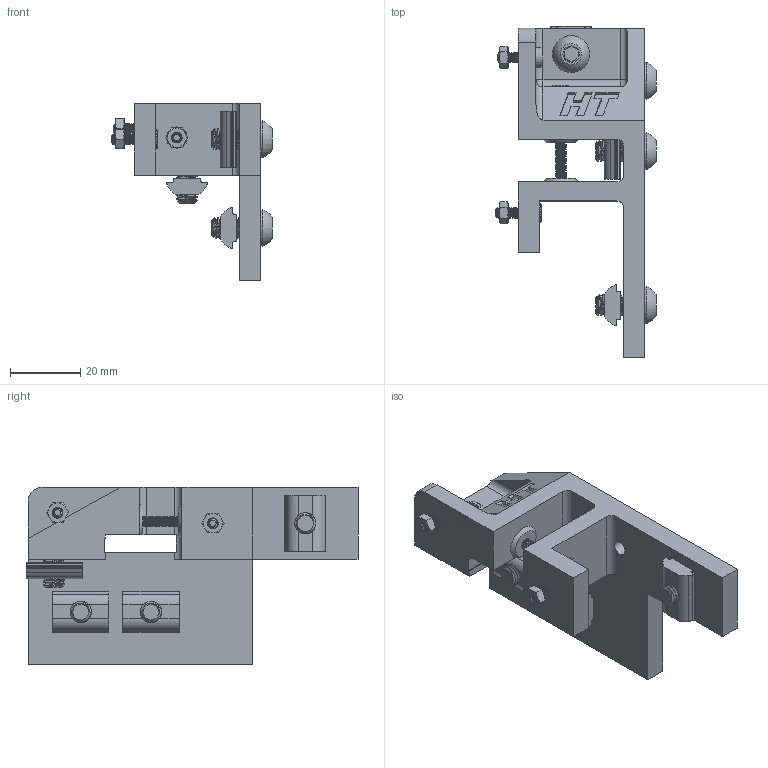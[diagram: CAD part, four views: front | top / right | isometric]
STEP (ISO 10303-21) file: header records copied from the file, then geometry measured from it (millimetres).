
FILE_DESCRIPTION(/* description */ (''),/* implementation_level */ '2;1');
FILE_NAME(/* name */ 'XYHT_AXIS_PULLEYMOUNT_REAR_LEFT_Assy_3mmPulley.step',/* time_stamp */ '2022-01-08T14:09:57-05:00',/* author */ (''),/* organization */ (''),/* preprocessor_version */ 'ST-DEVELOPER v18.1',/* originating_system */ 'Autodesk Translation Framework v10.10.0.1391',/* authorisation */ '');
FILE_SCHEMA (('AUTOMOTIVE_DESIGN { 1 0 10303 214 3 1 1 }'));
Length unit declared in the file: millimetre
Products named in the file (7): XYHT_AXIS_PULLEYMOUNT_REAR_LEFT_Assy_3mm; PulleyMount_REAR_LEFT_3MM_Body; M6X3030_TSlot_Nut; M6X14_ButtonHeadScrew_92095A227; M3X10_CapScrew_92290A115; M3_Nut_94150A325; M3X30_CapScrew_92290A126
Assembly tree (15 placements, depth 2):
  XYHT_AXIS_PULLEYMOUNT_REAR_LEFT_Assy_3mm
    PulleyMount_REAR_LEFT_3MM_Body
    M3_Nut_94150A325  x3
    M6X3030_TSlot_Nut  x4
    M6X14_ButtonHeadScrew_92095A227  x4
    M3X10_CapScrew_92290A115  x2
    M3X30_CapScrew_92290A126
Bounding box: 45.8 x 94.56 x 50.49 mm (x, y, z)
Volume: 41018 mm3; surface area: 21897.7 mm2
Topology: 15 solids, 15 shells, 728 faces, 1905 edges, 1225 vertices
Faces by surface type: cylinder 380, plane 216, cone 106, bspline 20, sphere 6
Full cylindrical faces by diameter (mm): 2.35 x82, 3 x88, 3.2 x2, 4.2 x1, 4.701 x56, 5.5 x3, 6 x58, 7 x1, 10.5 x4
Entity records: 26382 total; most frequent: CARTESIAN_POINT 17686, ORIENTED_EDGE 1950, DIRECTION 1502, EDGE_CURVE 975, VERTEX_POINT 631, AXIS2_PLACEMENT_3D 529, LINE 444, VECTOR 444
